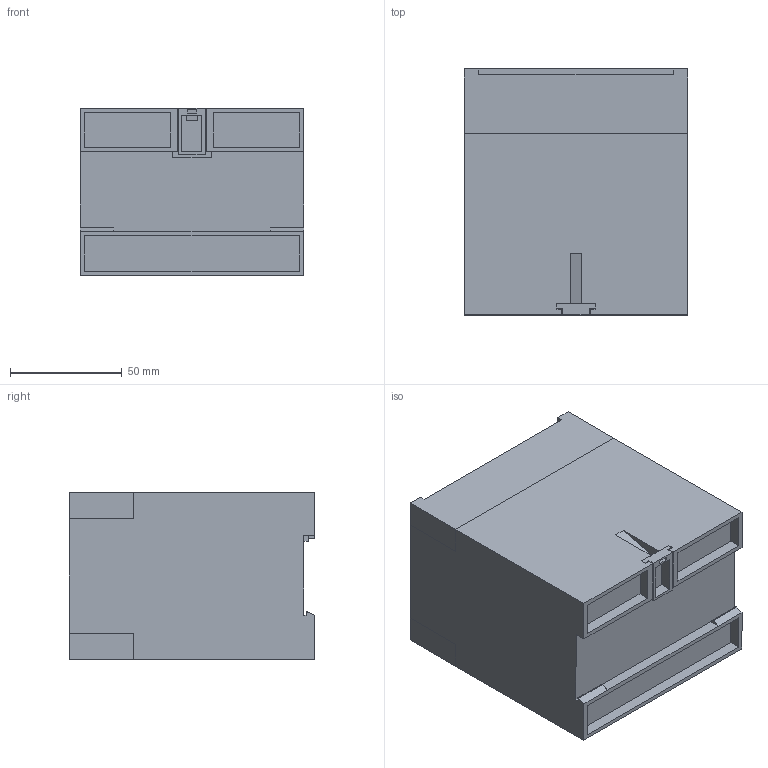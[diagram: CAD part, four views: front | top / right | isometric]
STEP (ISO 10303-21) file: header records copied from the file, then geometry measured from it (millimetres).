
FILE_DESCRIPTION (( 'STEP AP214' ), '1' );
FILE_NAME ('9478-ET Model.STEP', '2017-09-01T12:01:32', ( '' ), ( '' ), 'SwSTEP 2.0', 'SolidWorks 2016', '' );
FILE_SCHEMA (( 'AUTOMOTIVE_DESIGN' ));
Length unit declared in the file: millimetre
Products named in the file (1): 9478-ET Model
Bounding box: 100 x 110 x 75 mm (x, y, z)
Volume: 789235.9 mm3; surface area: 77753.1 mm2
Topology: 5 solids, 5 shells, 179 faces, 433 edges, 288 vertices
Faces by surface type: plane 147, cylinder 32
Entity records: 5352 total; most frequent: CARTESIAN_POINT 901, ORIENTED_EDGE 866, DIRECTION 857, EDGE_CURVE 433, LINE 369, VECTOR 369, VERTEX_POINT 288, AXIS2_PLACEMENT_3D 244
